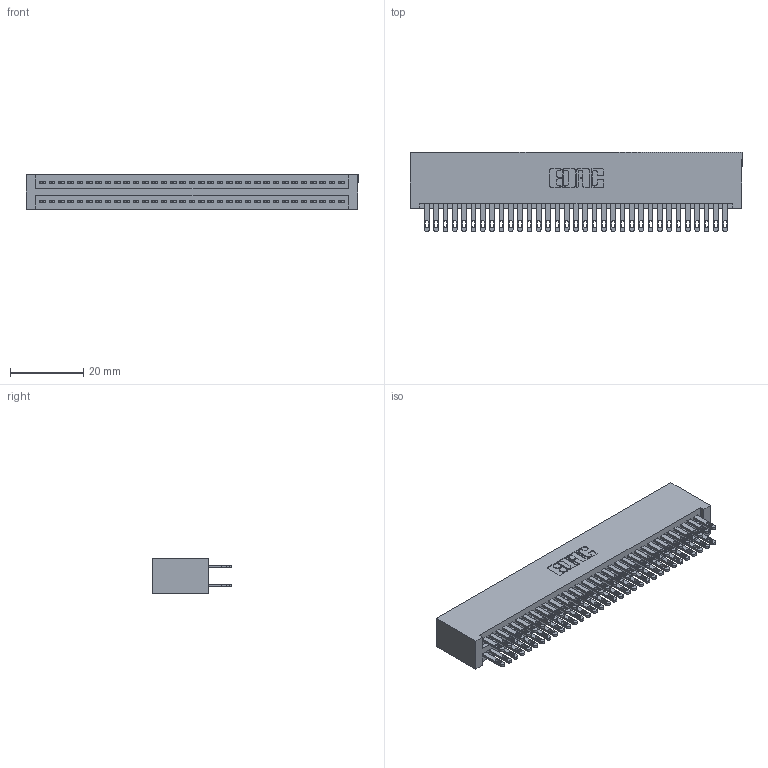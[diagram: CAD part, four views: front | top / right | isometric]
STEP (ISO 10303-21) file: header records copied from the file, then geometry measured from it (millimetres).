
FILE_DESCRIPTION (( 'STEP AP203' ), '1' );
FILE_NAME ('895-066-500-201.STEP', '2020-09-28T12:11:02', ( '' ), ( '' ), 'SwSTEP 2.0', 'SolidWorks 2020', '' );
FILE_SCHEMA (( 'CONFIG_CONTROL_DESIGN' ));
Length unit declared in the file: inch
Products named in the file (3): 895-066-500-201; 345-292-001_345-293-100; 845 Part_No Mounting Lugs
Assembly tree (67 placements, depth 2):
  895-066-500-201
    845 Part_No Mounting Lugs
    345-292-001_345-293-100  x66
Bounding box: 90.42 x 21.51 x 9.4 mm (x, y, z)
Volume: 9517.9 mm3; surface area: 14871.2 mm2
Topology: 67 solids, 67 shells, 3154 faces, 9623 edges, 6414 vertices
Faces by surface type: plane 1858, cylinder 1296
Entity records: 26757 total; most frequent: CARTESIAN_POINT 4492, ORIENTED_EDGE 4426, DIRECTION 3969, EDGE_CURVE 2213, VECTOR 1953, LINE 1953, VERTEX_POINT 1474, AXIS2_PLACEMENT_3D 1008
